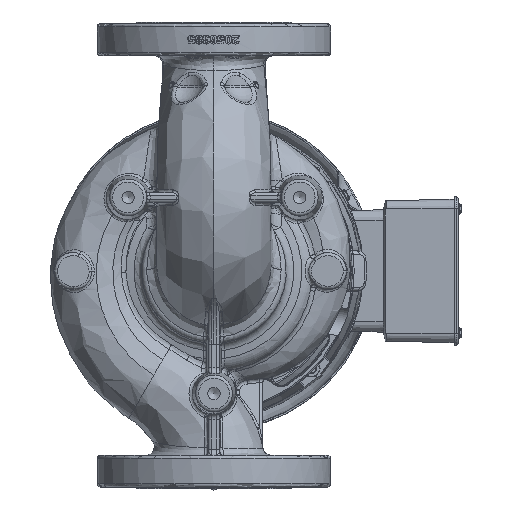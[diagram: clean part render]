
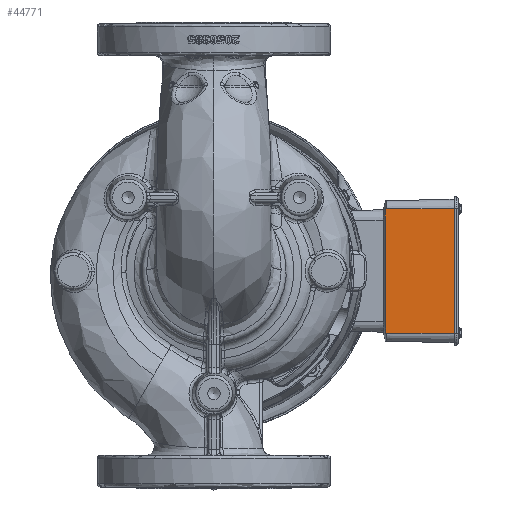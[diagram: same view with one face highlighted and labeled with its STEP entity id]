
A CAD part, front view. The second image highlights one B-rep face of the part: STEP entity #44771.
In plain terms, the highlighted planar face has unit normal (-0.026, -1, 0).
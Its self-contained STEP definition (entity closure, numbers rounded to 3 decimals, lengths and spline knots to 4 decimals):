
#3988=PLANE('',#48586);
#6280=LINE('',#158400,#8650);
#6291=LINE('',#158530,#8661);
#6292=LINE('',#158532,#8662);
#6293=LINE('',#158533,#8663);
#8650=VECTOR('',#58295,39.3701);
#8661=VECTOR('',#58330,39.3701);
#8662=VECTOR('',#58331,39.3701);
#8663=VECTOR('',#58332,39.3701);
#11200=FACE_OUTER_BOUND('',#13658,.T.);
#13658=EDGE_LOOP('',(#39183,#39184,#39185,#39186,#39187,#39188));
#16028=(
BOUNDED_CURVE()
B_SPLINE_CURVE(2,(#158425,#158426,#158427),.UNSPECIFIED.,.F.,.F.)
B_SPLINE_CURVE_WITH_KNOTS((3,3),(15.943,23.4848),
 .UNSPECIFIED.)
CURVE()
GEOMETRIC_REPRESENTATION_ITEM()
RATIONAL_B_SPLINE_CURVE((7.782,8.562,8.562))
REPRESENTATION_ITEM('')
);
#16033=(
BOUNDED_CURVE()
B_SPLINE_CURVE(2,(#158518,#158519,#158520,#158521),.UNSPECIFIED.,.F.,.F.)
B_SPLINE_CURVE_WITH_KNOTS((3,1,3),(23.4848,24.0956,31.0266),
 .UNSPECIFIED.)
CURVE()
GEOMETRIC_REPRESENTATION_ITEM()
RATIONAL_B_SPLINE_CURVE((8.562,8.562,8.498,
7.782))
REPRESENTATION_ITEM('')
);
#20359=VERTEX_POINT('',#158396);
#20360=VERTEX_POINT('',#158398);
#20362=VERTEX_POINT('',#158403);
#20373=VERTEX_POINT('',#158500);
#20375=VERTEX_POINT('',#158529);
#20376=VERTEX_POINT('',#158531);
#27163=EDGE_CURVE('',#20359,#20360,#6280,.T.);
#27167=EDGE_CURVE('',#20362,#20359,#16028,.T.);
#27185=EDGE_CURVE('',#20360,#20373,#16033,.T.);
#27187=EDGE_CURVE('',#20373,#20375,#6291,.T.);
#27188=EDGE_CURVE('',#20375,#20376,#6292,.T.);
#27189=EDGE_CURVE('',#20362,#20376,#6293,.T.);
#39183=ORIENTED_EDGE('',*,*,#27187,.T.);
#39184=ORIENTED_EDGE('',*,*,#27188,.T.);
#39185=ORIENTED_EDGE('',*,*,#27189,.F.);
#39186=ORIENTED_EDGE('',*,*,#27167,.T.);
#39187=ORIENTED_EDGE('',*,*,#27163,.T.);
#39188=ORIENTED_EDGE('',*,*,#27185,.T.);
#44771=ADVANCED_FACE('',(#11200),#3988,.T.);
#48586=AXIS2_PLACEMENT_3D('',#158528,#58328,#58329);
#58295=DIRECTION('',(0.,0.,-1.));
#58328=DIRECTION('center_axis',(-0.026,-1.,
0.));
#58329=DIRECTION('ref_axis',(-1.,0.026,0.));
#58330=DIRECTION('',(1.,-0.026,0.));
#58331=DIRECTION('',(0.,0.,1.));
#58332=DIRECTION('',(1.,-0.026,0.));
#158396=CARTESIAN_POINT('',(5.4971,17.6992,1.63));
#158398=CARTESIAN_POINT('',(5.4971,17.6992,-1.63));
#158400=CARTESIAN_POINT('',(5.4971,17.6992,-2.));
#158403=CARTESIAN_POINT('',(5.527,17.6985,2.));
#158425=CARTESIAN_POINT('Ctrl Pts',(5.527,17.6985,2.));
#158426=CARTESIAN_POINT('Ctrl Pts',(5.4971,17.6992,1.7981));
#158427=CARTESIAN_POINT('Ctrl Pts',(5.4971,17.6992,1.63));
#158500=CARTESIAN_POINT('',(5.527,17.6985,-2.));
#158518=CARTESIAN_POINT('Ctrl Pts',(5.4971,17.6992,-1.63));
#158519=CARTESIAN_POINT('Ctrl Pts',(5.4971,17.6992,-1.6436));
#158520=CARTESIAN_POINT('Ctrl Pts',(5.4993,17.6992,-1.8131));
#158521=CARTESIAN_POINT('Ctrl Pts',(5.527,17.6985,-2.));
#158528=CARTESIAN_POINT('Origin',(7.7472,17.6403,-2.));
#158529=CARTESIAN_POINT('',(7.7156,17.6412,-2.));
#158530=CARTESIAN_POINT('',(7.7472,17.6403,-2.));
#158531=CARTESIAN_POINT('',(7.7156,17.6412,2.));
#158532=CARTESIAN_POINT('',(7.7156,17.6412,-2.));
#158533=CARTESIAN_POINT('',(7.7472,17.6403,2.));
